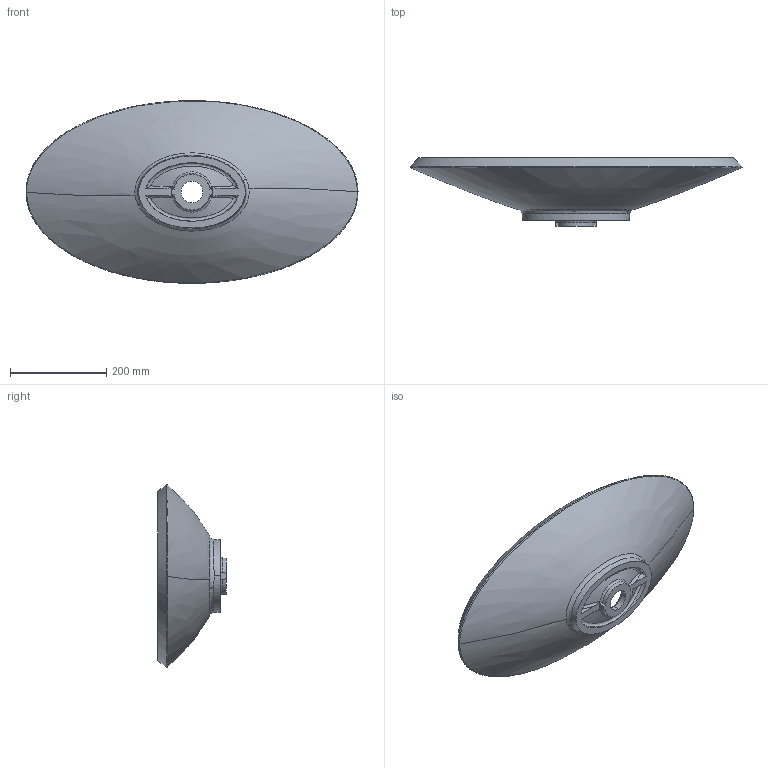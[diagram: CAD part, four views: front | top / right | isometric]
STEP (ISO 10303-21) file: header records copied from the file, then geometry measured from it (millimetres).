
FILE_DESCRIPTION (( 'STEP AP214' ), '1' );
FILE_NAME ('Lex R.STEP', '2019-12-26T09:37:59', ( '' ), ( '' ), 'SwSTEP 2.0', 'SolidWorks 2018', '' );
FILE_SCHEMA (( 'AUTOMOTIVE_DESIGN' ));
Length unit declared in the file: millimetre
Products named in the file (1): Lex R
Bounding box: 690.12 x 143 x 379.8 mm (x, y, z)
Volume: 4585490.8 mm3; surface area: 517015.5 mm2
Topology: 1 solids, 1 shells, 43 faces, 117 edges, 78 vertices
Faces by surface type: bspline 24, plane 10, cone 5, cylinder 4
Entity records: 10012 total; most frequent: CARTESIAN_POINT 9129, ORIENTED_EDGE 234, EDGE_CURVE 117, DIRECTION 87, B_SPLINE_CURVE_WITH_KNOTS 83, VERTEX_POINT 78, EDGE_LOOP 47, ADVANCED_FACE 43
